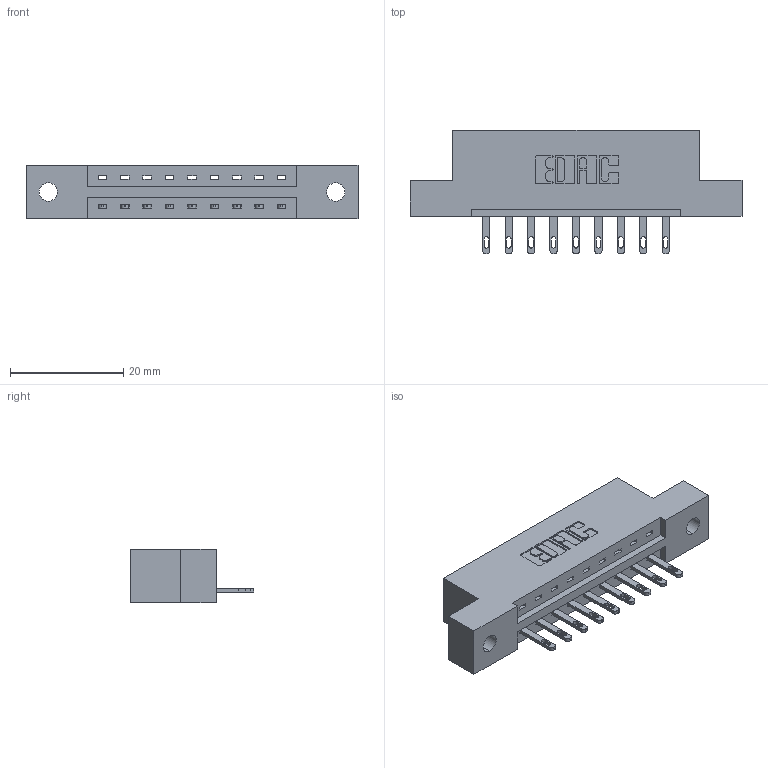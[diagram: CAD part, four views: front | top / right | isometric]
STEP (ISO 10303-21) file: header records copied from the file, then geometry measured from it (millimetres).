
FILE_DESCRIPTION (( 'STEP AP203' ), '1' );
FILE_NAME ('337-009-500-102.STEP', '2019-09-27T19:34:19', ( '' ), ( '' ), 'SwSTEP 2.0', 'SolidWorks 2016', '' );
FILE_SCHEMA (( 'CONFIG_CONTROL_DESIGN' ));
Length unit declared in the file: inch
Products named in the file (3): 337 Part_Flush Mounting Lugs - 0.128 Dia; 337-009-500-102; 345-292-001_345-293-100
Assembly tree (10 placements, depth 2):
  337-009-500-102
    337 Part_Flush Mounting Lugs - 0.128 Dia
    345-292-001_345-293-100  x9
Bounding box: 58.67 x 21.85 x 9.4 mm (x, y, z)
Volume: 5654.1 mm3; surface area: 5410.7 mm2
Topology: 10 solids, 10 shells, 636 faces, 1931 edges, 1286 vertices
Faces by surface type: plane 430, cylinder 206
Entity records: 10891 total; most frequent: CARTESIAN_POINT 1901, ORIENTED_EDGE 1846, DIRECTION 1669, EDGE_CURVE 923, LINE 791, VECTOR 791, VERTEX_POINT 614, AXIS2_PLACEMENT_3D 439
